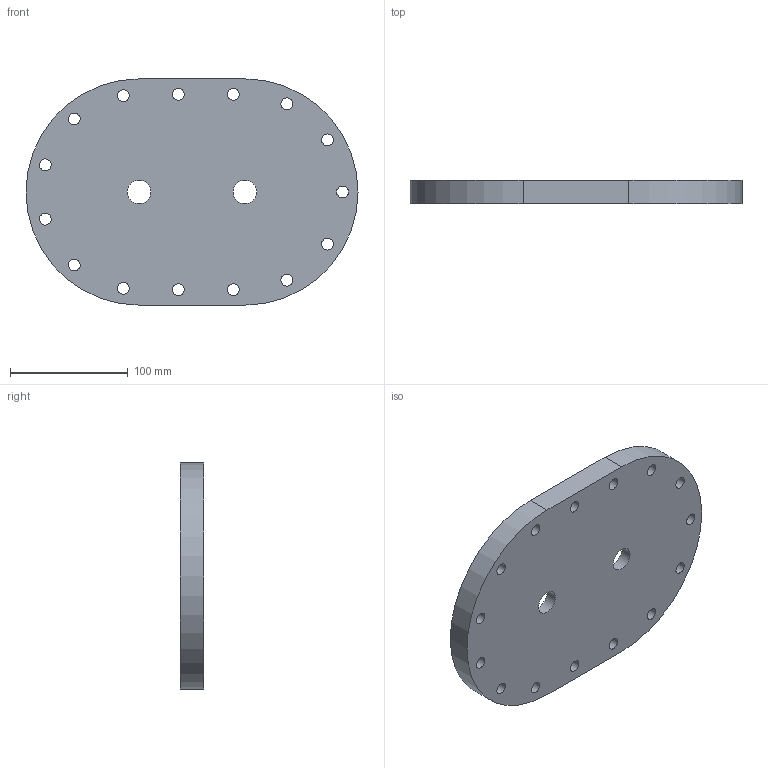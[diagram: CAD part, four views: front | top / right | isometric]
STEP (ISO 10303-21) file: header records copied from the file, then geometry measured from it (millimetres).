
FILE_DESCRIPTION (( 'STEP AP214' ), '1' );
FILE_NAME ('Part2. Back Cover.STEP', '2025-04-01T14:17:40', ( '' ), ( '' ), 'SwSTEP 2.0', 'SolidWorks 2025', '' );
FILE_SCHEMA (( 'AUTOMOTIVE_DESIGN' ));
Length unit declared in the file: millimetre
Products named in the file (1): Part2. Back Cover
Bounding box: 281.69 x 20 x 192 mm (x, y, z)
Volume: 624919.2 mm3; surface area: 121397.6 mm2
Topology: 1 solids, 1 shells, 26 faces, 69 edges, 46 vertices
Faces by surface type: cylinder 21, plane 5
Full cylindrical faces by diameter (mm): 10 x15, 20 x2
Entity records: 841 total; most frequent: DIRECTION 148, CARTESIAN_POINT 125, ORIENTED_EDGE 104, EDGE_LOOP 78, AXIS2_PLACEMENT_3D 69, EDGE_CURVE 52, VERTEX_POINT 46, FACE_OUTER_BOUND 43
